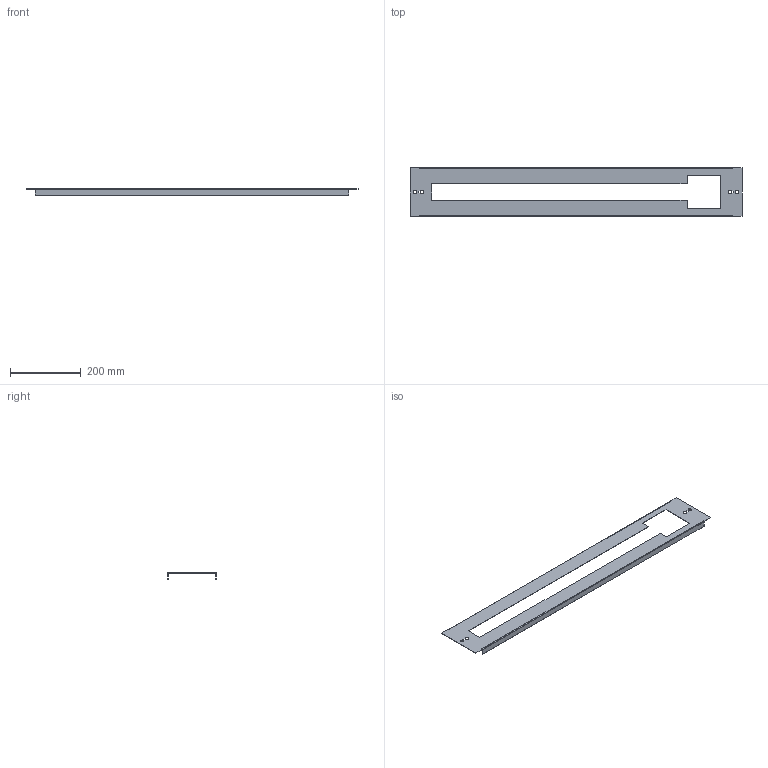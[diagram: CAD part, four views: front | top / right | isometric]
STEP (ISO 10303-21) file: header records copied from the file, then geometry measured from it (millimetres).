
FILE_DESCRIPTION (( 'STEP AP214' ), '1' );
FILE_NAME ('c_il053403C-_3d.STEP', '2022-05-10T10:16:19', ( '' ), ( '' ), 'SwSTEP 2.0', 'SolidWorks 2021', '' );
FILE_SCHEMA (( 'AUTOMOTIVE_DESIGN' ));
Length unit declared in the file: millimetre
Products named in the file (1): c_il053403C-_3d
Bounding box: 937.5 x 137 x 18 mm (x, y, z)
Volume: 115023.2 mm3; surface area: 234231.7 mm2
Topology: 1 solids, 1 shells, 51 faces, 135 edges, 86 vertices
Faces by surface type: plane 40, cylinder 11
Entity records: 1613 total; most frequent: CARTESIAN_POINT 273, ORIENTED_EDGE 270, DIRECTION 265, EDGE_CURVE 135, LINE 109, VECTOR 109, VERTEX_POINT 86, AXIS2_PLACEMENT_3D 78
